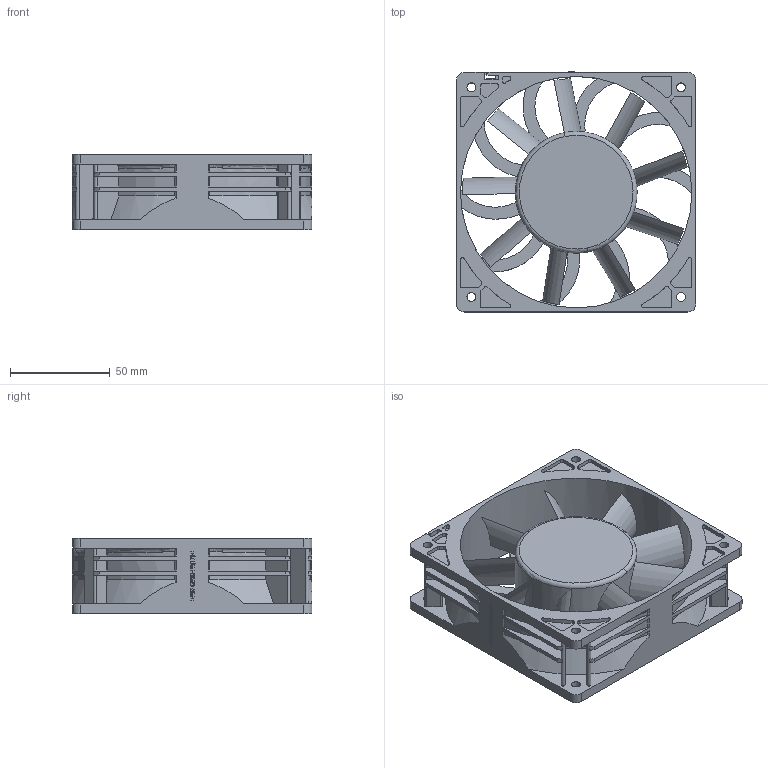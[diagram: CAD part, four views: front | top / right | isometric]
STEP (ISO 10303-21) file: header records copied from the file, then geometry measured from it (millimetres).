
FILE_DESCRIPTION (( 'STEP AP214' ), '1' );
FILE_NAME ('PFR1212DHE-SP00.STEP', '2021-06-16T06:51:43', ( '' ), ( '' ), 'SwSTEP 2.0', 'SolidWorks 2016', '' );
FILE_SCHEMA (( 'AUTOMOTIVE_DESIGN' ));
Length unit declared in the file: millimetre
Products named in the file (1): PFR1212DHE-SP00
Bounding box: 120.2 x 120.24 x 38 mm (x, y, z)
Volume: 141266.9 mm3; surface area: 95625.8 mm2
Topology: 1 solids, 2 shells, 818 faces, 2340 edges, 1568 vertices
Faces by surface type: plane 408, cylinder 313, bspline 85, cone 10, torus 2
Entity records: 42298 total; most frequent: CARTESIAN_POINT 12902, ORIENTED_EDGE 4680, DIRECTION 3564, EDGE_CURVE 2340, VERTEX_POINT 1568, LINE 1362, VECTOR 1362, AXIS2_PLACEMENT_3D 1101
